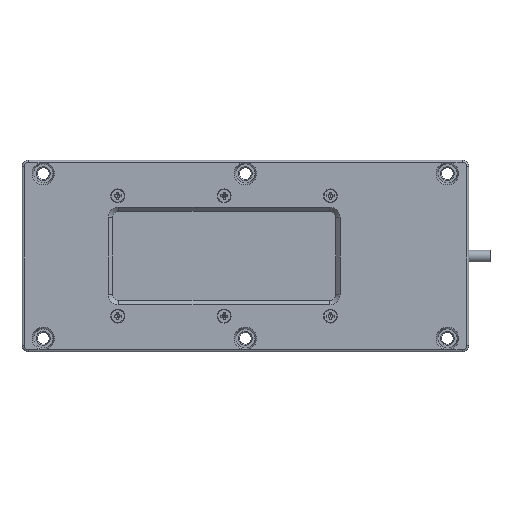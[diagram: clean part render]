
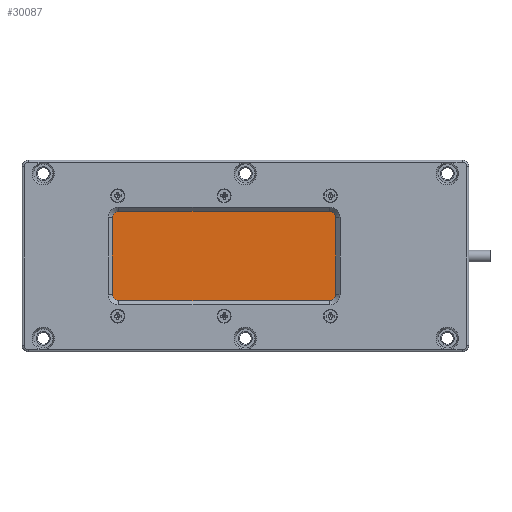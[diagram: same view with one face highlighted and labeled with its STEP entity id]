
A CAD part, top view. The second image highlights one B-rep face of the part: STEP entity #30087.
In plain terms, the highlighted planar face has unit normal (0, 0, 1).
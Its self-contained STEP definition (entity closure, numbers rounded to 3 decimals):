
#28863=CARTESIAN_POINT('',(155.0,64.,24.5));
#28864=VERTEX_POINT('',#28863);
#29012=CARTESIAN_POINT('',(155.0,1.,24.5));
#29013=VERTEX_POINT('',#29012);
#29014=CARTESIAN_POINT('',(155.0,64.,24.5));
#29015=DIRECTION('',(0.0,-1.0,0.0));
#29016=VECTOR('',#29015,63.);
#29017=LINE('',#29014,#29016);
#29018=EDGE_CURVE('',#28864,#29013,#29017,.T.);
#29419=CARTESIAN_POINT('',(25.0,1.,24.5));
#29420=VERTEX_POINT('',#29419);
#29427=CARTESIAN_POINT('',(25.0,64.,24.5));
#29428=VERTEX_POINT('',#29427);
#29429=CARTESIAN_POINT('',(25.0,1.,24.5));
#29430=DIRECTION('',(0.0,1.0,0.0));
#29431=VECTOR('',#29430,63.);
#29432=LINE('',#29429,#29431);
#29433=EDGE_CURVE('',#29420,#29428,#29432,.T.);
#29483=CARTESIAN_POINT('',(25.0,64.,24.5));
#29484=DIRECTION('',(1.0,0.0,0.0));
#29485=VECTOR('',#29484,130.0);
#29486=LINE('',#29483,#29485);
#29487=EDGE_CURVE('',#29428,#28864,#29486,.T.);
#30065=CARTESIAN_POINT('',(25.0,1.,24.5));
#30066=DIRECTION('',(1.0,0.0,0.0));
#30067=VECTOR('',#30066,130.0);
#30068=LINE('',#30065,#30067);
#30069=EDGE_CURVE('',#29420,#29013,#30068,.T.);
#30076=CARTESIAN_POINT('',(18.5,-2.15,24.5));
#30077=DIRECTION('',(0.0,0.0,1.0));
#30078=DIRECTION('',(1.0,0.0,0.0));
#30079=AXIS2_PLACEMENT_3D('',#30076,#30077,#30078);
#30080=PLANE('',#30079);
#30081=ORIENTED_EDGE('',*,*,#29018,.F.);
#30082=ORIENTED_EDGE('',*,*,#29487,.F.);
#30083=ORIENTED_EDGE('',*,*,#29433,.F.);
#30084=ORIENTED_EDGE('',*,*,#30069,.T.);
#30085=EDGE_LOOP('',(#30081,#30082,#30083,#30084));
#30086=FACE_OUTER_BOUND('',#30085,.T.);
#30087=ADVANCED_FACE('',(#30086),#30080,.T.);
